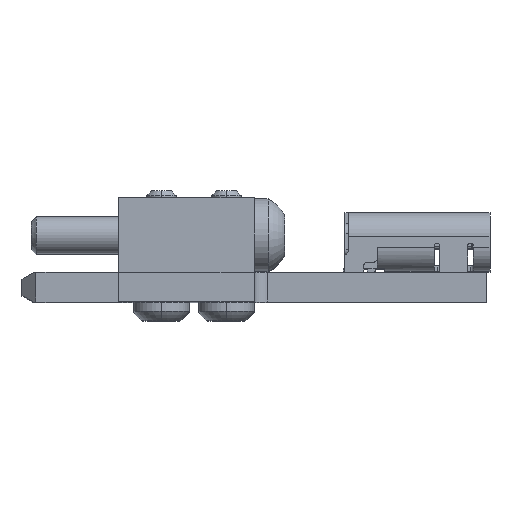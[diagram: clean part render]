
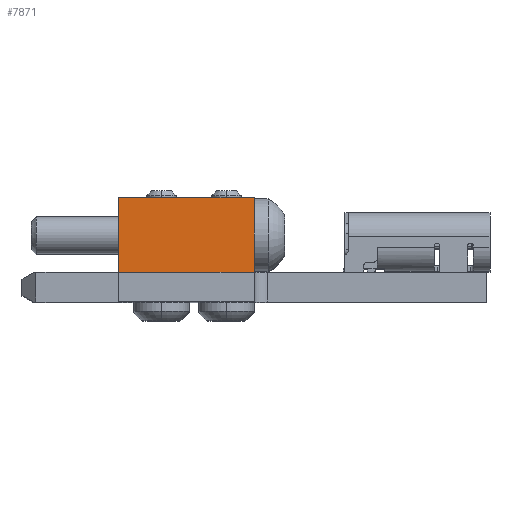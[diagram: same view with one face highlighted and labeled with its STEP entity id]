
A CAD part, top view. The second image highlights one B-rep face of the part: STEP entity #7871.
In plain terms, the highlighted face is planar.
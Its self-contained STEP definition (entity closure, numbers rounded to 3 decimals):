
#546 = CARTESIAN_POINT ( 'NONE',  ( 2.5, -2., 0. ) ) ;
#696 = VERTEX_POINT ( 'NONE', #3129 ) ;
#837 = VERTEX_POINT ( 'NONE', #546 ) ;
#1175 = CARTESIAN_POINT ( 'NONE',  ( 2.5, 2., 6.5 ) ) ;
#1313 = VERTEX_POINT ( 'NONE', #16155 ) ;
#2038 = EDGE_LOOP ( 'NONE', ( #10942, #11516, #4075, #15914 ) ) ;
#2759 = DIRECTION ( 'NONE',  ( 0., -1., 0. ) ) ;
#2774 = LINE ( 'NONE', #1175, #12255 ) ;
#3129 = CARTESIAN_POINT ( 'NONE',  ( 2.5, 2., 7.3 ) ) ;
#3932 = DIRECTION ( 'NONE',  ( -1., 0., 0. ) ) ;
#4075 = ORIENTED_EDGE ( 'NONE', *, *, #11795, .F. ) ;
#4441 = DIRECTION ( 'NONE',  ( 0., 1., 0. ) ) ;
#4705 = VECTOR ( 'NONE', #15900, 1000. ) ;
#4957 = VECTOR ( 'NONE', #4441, 1000. ) ;
#5031 = VECTOR ( 'NONE', #5921, 1000. ) ;
#5519 = FACE_OUTER_BOUND ( 'NONE', #2038, .T. ) ;
#5921 = DIRECTION ( 'NONE',  ( 0., 0., -1. ) ) ;
#6618 = DIRECTION ( 'NONE',  ( 0., 0., -1. ) ) ;
#7169 = LINE ( 'NONE', #15598, #5031 ) ;
#7871 = ADVANCED_FACE ( 'NONE', ( #5519 ), #16190, .F. ) ;
#9544 = EDGE_CURVE ( 'NONE', #837, #1313, #11236, .T. ) ;
#10942 = ORIENTED_EDGE ( 'NONE', *, *, #9544, .T. ) ;
#10991 = CARTESIAN_POINT ( 'NONE',  ( 2.5, 2., 6.5 ) ) ;
#11160 = CARTESIAN_POINT ( 'NONE',  ( 2.5, 2., 0. ) ) ;
#11236 = LINE ( 'NONE', #11160, #4957 ) ;
#11516 = ORIENTED_EDGE ( 'NONE', *, *, #17495, .F. ) ;
#11634 = AXIS2_PLACEMENT_3D ( 'NONE', #10991, #3932, #2759 ) ;
#11795 = EDGE_CURVE ( 'NONE', #15531, #696, #14573, .T. ) ;
#12255 = VECTOR ( 'NONE', #6618, 1000. ) ;
#12388 = CARTESIAN_POINT ( 'NONE',  ( 2.5, -2., 7.3 ) ) ;
#13551 = EDGE_CURVE ( 'NONE', #15531, #837, #7169, .T. ) ;
#14573 = LINE ( 'NONE', #17246, #4705 ) ;
#15531 = VERTEX_POINT ( 'NONE', #12388 ) ;
#15598 = CARTESIAN_POINT ( 'NONE',  ( 2.5, -2., 6.5 ) ) ;
#15900 = DIRECTION ( 'NONE',  ( 0., 1., 0. ) ) ;
#15914 = ORIENTED_EDGE ( 'NONE', *, *, #13551, .T. ) ;
#16155 = CARTESIAN_POINT ( 'NONE',  ( 2.5, 2., 0. ) ) ;
#16190 = PLANE ( 'NONE',  #11634 ) ;
#17246 = CARTESIAN_POINT ( 'NONE',  ( 2.5, -2., 7.3 ) ) ;
#17495 = EDGE_CURVE ( 'NONE', #696, #1313, #2774, .T. ) ;
